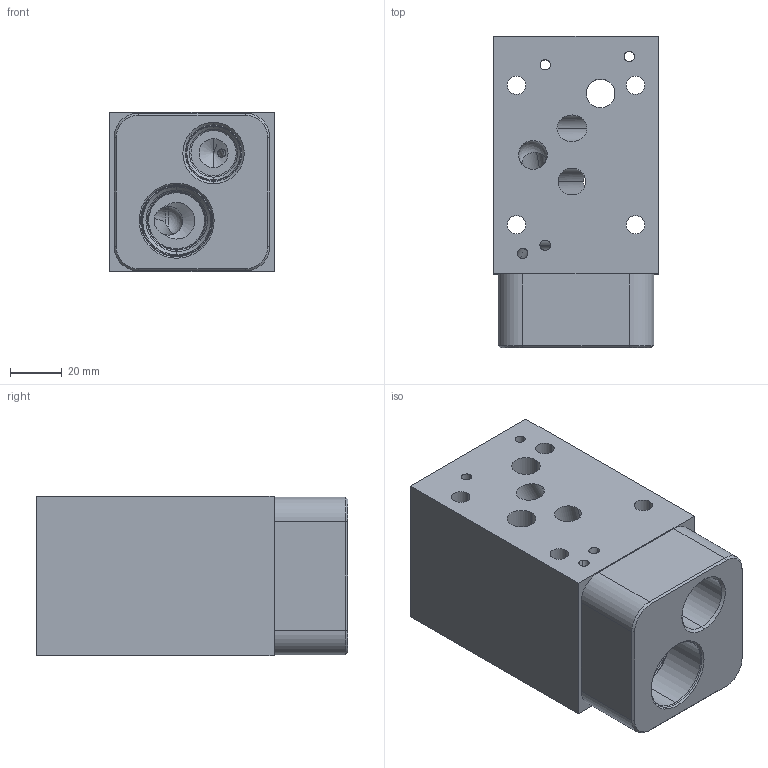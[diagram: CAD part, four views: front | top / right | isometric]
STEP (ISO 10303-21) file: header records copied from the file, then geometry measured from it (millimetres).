
FILE_DESCRIPTION((''),'2;1');
FILE_NAME('YFEKXHNBB_ASM','2019-07-15T',('ProEService'),(''),'PRO/ENGINEER BY PARAMETRIC TECHNOLOGY CORPORATION, 2014200','PRO/ENGINEER BY PARAMETRIC TECHNOLOGY CORPORATION, 2014200','');
FILE_SCHEMA(('CONFIG_CONTROL_DESIGN'));
Length unit declared in the file: inch
Products named in the file (4): 151-118; CSABXXN; LPFCXHN; YFEKXHNBB_ASM
Assembly tree (3 placements, depth 2):
  YFEKXHNBB_ASM
    151-118
    CSABXXN
    LPFCXHN
Bounding box: 63.5 x 120.65 x 61.93 mm (x, y, z)
Volume: 383325.9 mm3; surface area: 62040.5 mm2
Topology: 1 solids, 1 shells, 136 faces, 704 edges, 722 vertices
Faces by surface type: cylinder 70, cone 35, plane 19, sphere 8, torus 4
Entity records: 8594 total; most frequent: CARTESIAN_POINT 3355, DIRECTION 1043, ORIENTED_EDGE 724, VECTOR 473, LINE 473, EDGE_CURVE 362, TRIMMED_CURVE 336, COMPOSITE_CURVE_SEGMENT 289
